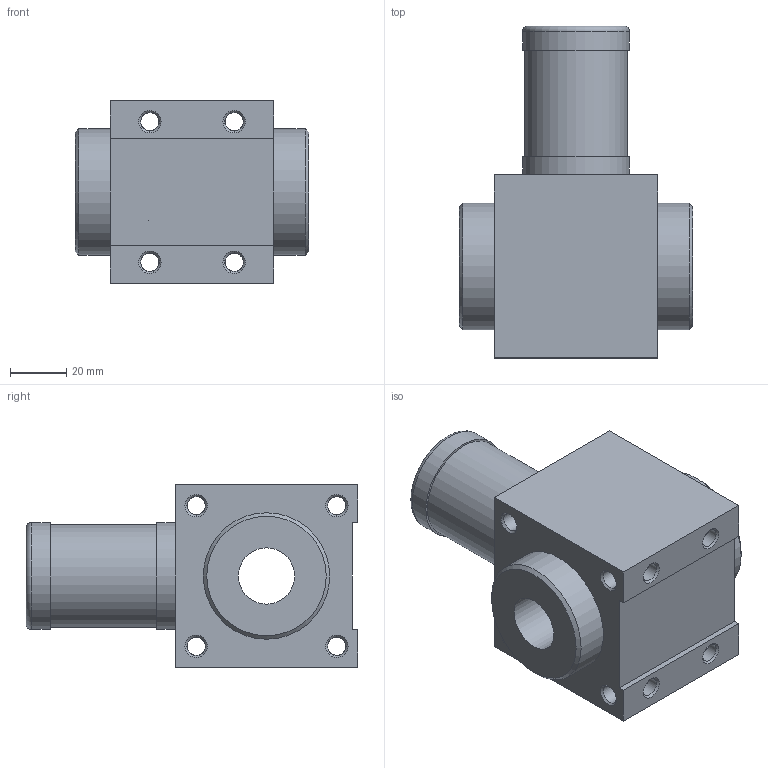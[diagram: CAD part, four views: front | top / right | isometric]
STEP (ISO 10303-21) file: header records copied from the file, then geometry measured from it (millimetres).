
FILE_DESCRIPTION(/* description */ ('STEP AP214'),/* implementation_level */ '2;1');
FILE_NAME(/* name */ '178468_KPE-20',/* time_stamp */ '2024-08-29T18:16:40+02:00',/* author */ ('License CC BY-ND 4.0'),/* organization */ ('CADENAS'),/* preprocessor_version */ 'ST-DEVELOPER v19.3',/* originating_system */ 'PARTsolutions',/* authorisation */ ' ');
FILE_SCHEMA (('AUTOMOTIVE_DESIGN {1 0 10303 214 3 1 1}'));
Length unit declared in the file: millimetre
Products named in the file (1): 178468 KPE-20
Bounding box: 83 x 118 x 65 mm (x, y, z)
Volume: 294111.9 mm3; surface area: 46582.3 mm2
Topology: 1 solids, 1 shells, 77 faces, 197 edges, 120 vertices
Faces by surface type: cylinder 37, plane 28, cone 11, torus 1
Full cylindrical faces by diameter (mm): 6.5 x16, 6.647 x10, 8.566 x1, 20 x1, 36.48 x1, 38 x2, 45 x2
Entity records: 2328 total; most frequent: CARTESIAN_POINT 570, DIRECTION 376, ORIENTED_EDGE 284, AXIS2_PLACEMENT_3D 168, EDGE_LOOP 154, FACE_BOUND 154, EDGE_CURVE 142, VERTEX_POINT 110
